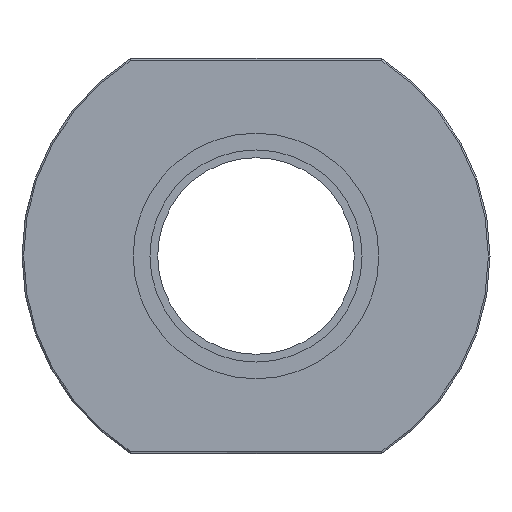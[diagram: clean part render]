
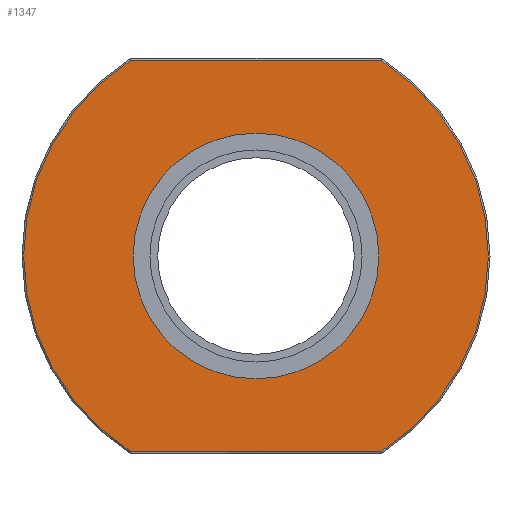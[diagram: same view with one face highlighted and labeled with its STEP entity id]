
A CAD part, left-side view. The second image highlights one B-rep face of the part: STEP entity #1347.
In plain terms, the highlighted planar face has unit normal (-1, 0, 0).
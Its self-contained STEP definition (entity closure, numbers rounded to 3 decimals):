
#78=CARTESIAN_POINT('',(0.,0.,0.));
#79=DIRECTION('',(1.,0.,0.));
#80=DIRECTION('',(0.,0.,-1.));
#81=AXIS2_PLACEMENT_3D('',#78,#79,#80);
#101=CARTESIAN_POINT('',(0.,0.,0.));
#102=DIRECTION('',(-1.,0.,0.));
#103=DIRECTION('',(0.,0.,-1.));
#104=AXIS2_PLACEMENT_3D('',#101,#102,#103);
#651=CARTESIAN_POINT('',(0.,0.,0.));
#652=DIRECTION('',(-1.,0.,0.));
#653=DIRECTION('',(0.,-0.537,-0.843));
#654=AXIS2_PLACEMENT_3D('',#651,#652,#653);
#659=DIRECTION('',(0.,-1.,0.));
#660=VECTOR('',#659,30.496);
#661=CARTESIAN_POINT('',(0.,15.248,-23.93));
#662=LINE('',#661,#660);
#666=CARTESIAN_POINT('',(0.,0.,0.));
#667=DIRECTION('',(-1.,0.,0.));
#668=DIRECTION('',(0.,0.537,0.843));
#669=AXIS2_PLACEMENT_3D('',#666,#667,#668);
#674=DIRECTION('',(0.,1.,0.));
#675=VECTOR('',#674,30.496);
#676=CARTESIAN_POINT('',(0.,-15.248,23.93));
#677=LINE('',#676,#675);
#737=CARTESIAN_POINT('',(0.,0.,-15.));
#739=VERTEX_POINT('',#737);
#749=CARTESIAN_POINT('',(0.,0.,15.));
#751=VERTEX_POINT('',#749);
#813=CARTESIAN_POINT('',(0.,-15.248,-23.93));
#814=CARTESIAN_POINT('',(0.,-15.248,23.93));
#815=VERTEX_POINT('',#813);
#816=VERTEX_POINT('',#814);
#817=CARTESIAN_POINT('',(0.,15.248,23.93));
#818=VERTEX_POINT('',#817);
#823=CARTESIAN_POINT('',(0.,15.248,-23.93));
#824=VERTEX_POINT('',#823);
#1331=CARTESIAN_POINT('',(0.,0.,0.));
#1332=DIRECTION('',(1.,0.,0.));
#1333=DIRECTION('',(0.,0.,1.));
#1334=AXIS2_PLACEMENT_3D('',#1331,#1332,#1333);
#1335=PLANE('',#1334);
#1337=ORIENTED_EDGE('',*,*,#1336,.F.);
#1338=ORIENTED_EDGE('',*,*,#1296,.F.);
#1339=ORIENTED_EDGE('',*,*,#1311,.F.);
#1340=ORIENTED_EDGE('',*,*,#1322,.F.);
#1341=EDGE_LOOP('',(#1337,#1338,#1339,#1340));
#1342=FACE_OUTER_BOUND('',#1341,.F.);
#1343=ORIENTED_EDGE('',*,*,#842,.F.);
#1344=ORIENTED_EDGE('',*,*,#860,.T.);
#1345=EDGE_LOOP('',(#1343,#1344));
#1346=FACE_BOUND('',#1345,.F.);
#1347=ADVANCED_FACE('',(#1342,#1346),#1335,.F.);
#82=CIRCLE('',#81,15.);
#105=CIRCLE('',#104,15.);
#655=CIRCLE('',#654,28.375);
#670=CIRCLE('',#669,28.375);
#842=EDGE_CURVE('',#739,#751,#82,.T.);
#860=EDGE_CURVE('',#739,#751,#105,.T.);
#1296=EDGE_CURVE('',#824,#815,#662,.T.);
#1311=EDGE_CURVE('',#818,#824,#670,.T.);
#1322=EDGE_CURVE('',#816,#818,#677,.T.);
#1336=EDGE_CURVE('',#815,#816,#655,.T.);
